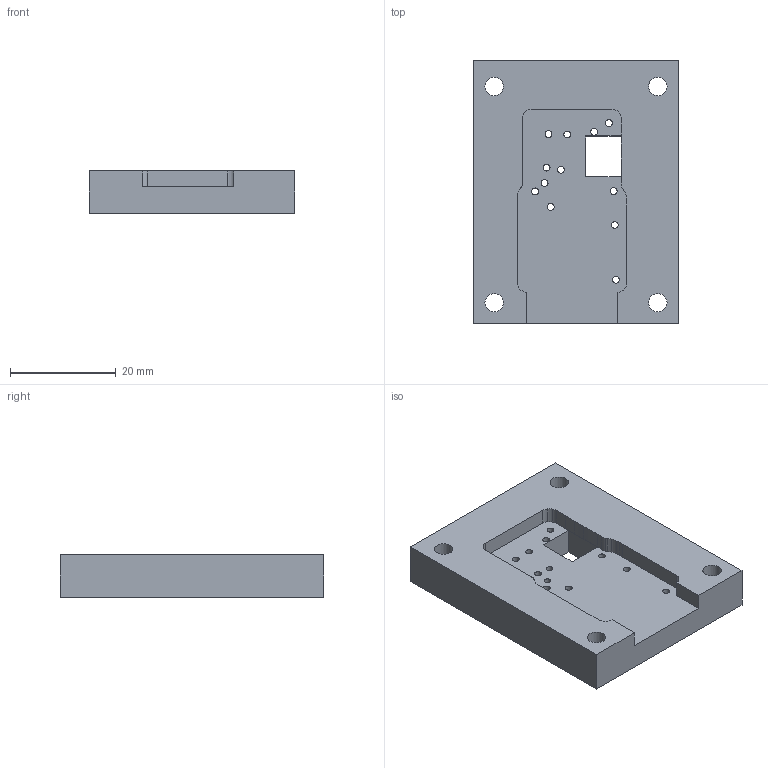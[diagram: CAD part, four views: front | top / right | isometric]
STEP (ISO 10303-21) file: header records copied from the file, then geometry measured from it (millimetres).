
FILE_DESCRIPTION(/* description */ ('Unknown'),/* implementation_level */ '2;1');
FILE_NAME(/* name */ 'TEST DC-DC ROVER R1',/* time_stamp */ '2023-02-08T12:51:44+01:00',/* author */ ('Unknown'),/* organization */ ('Unknown'),/* preprocessor_version */ 'ST-DEVELOPER v18.102',/* originating_system */ 'Solid Edge',/* authorisation */ 'Unknown');
FILE_SCHEMA (('AUTOMOTIVE_DESIGN {1 0 10303 214 3 1 1}'));
Length unit declared in the file: millimetre
Products named in the file (1): TEST DC-DC ROVER R1
Bounding box: 39 x 50 x 8 mm (x, y, z)
Volume: 12582.3 mm3; surface area: 6104 mm2
Topology: 1 solids, 1 shells, 56 faces, 160 edges, 105 vertices
Faces by surface type: cylinder 37, plane 19
Full cylindrical faces by diameter (mm): 1.3 x12, 3.5 x4
Entity records: 1878 total; most frequent: DIRECTION 334, CARTESIAN_POINT 306, ORIENTED_EDGE 288, EDGE_CURVE 144, AXIS2_PLACEMENT_3D 133, VERTEX_POINT 105, EDGE_LOOP 105, FACE_BOUND 105
